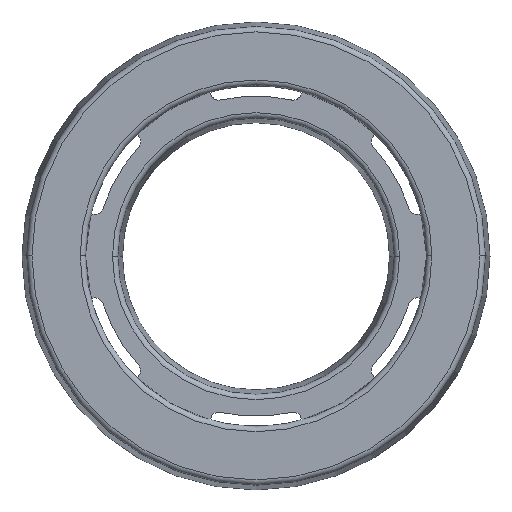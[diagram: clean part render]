
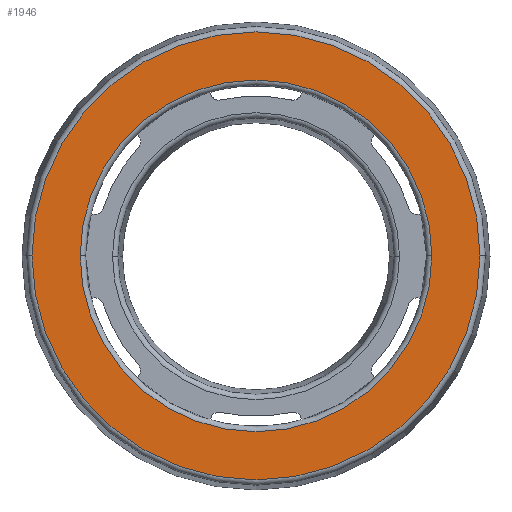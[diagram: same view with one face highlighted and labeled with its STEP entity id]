
A CAD part, top view. The second image highlights one B-rep face of the part: STEP entity #1946.
In plain terms, the highlighted planar face has unit normal (0, 0, 1).
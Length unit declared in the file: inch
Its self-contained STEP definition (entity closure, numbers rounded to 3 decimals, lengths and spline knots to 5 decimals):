
#216 = VERTEX_POINT ( 'NONE', #6713 ) ;
#499 = DIRECTION ( 'NONE',  ( 0., 0., 1. ) ) ;
#680 = AXIS2_PLACEMENT_3D ( 'NONE', #5742, #4439, #7091 ) ;
#1100 = VERTEX_POINT ( 'NONE', #7986 ) ;
#1755 = ORIENTED_EDGE ( 'NONE', *, *, #7030, .T. ) ;
#1946 = ADVANCED_FACE ( 'NONE', ( #4951, #2001 ), #7174, .T. ) ;
#2001 = FACE_OUTER_BOUND ( 'NONE', #5740, .T. ) ;
#2141 = CIRCLE ( 'NONE', #6739, 0.51563 ) ;
#2506 = CARTESIAN_POINT ( 'NONE',  ( -0.65678, 0., 0.34375 ) ) ;
#2840 = EDGE_CURVE ( 'NONE', #3900, #3713, #6925, .T. ) ;
#2846 = CIRCLE ( 'NONE', #6619, 0.51563 ) ;
#2982 = CARTESIAN_POINT ( 'NONE',  ( 0.65678, 0., 0.34375 ) ) ;
#3166 = AXIS2_PLACEMENT_3D ( 'NONE', #8096, #4828, #3488 ) ;
#3167 = CARTESIAN_POINT ( 'NONE',  ( 0., 0., 0.34375 ) ) ;
#3488 = DIRECTION ( 'NONE',  ( 1., 0., 0. ) ) ;
#3713 = VERTEX_POINT ( 'NONE', #2982 ) ;
#3836 = DIRECTION ( 'NONE',  ( 1., 0., 0. ) ) ;
#3900 = VERTEX_POINT ( 'NONE', #2506 ) ;
#4292 = ORIENTED_EDGE ( 'NONE', *, *, #6214, .T. ) ;
#4439 = DIRECTION ( 'NONE',  ( 0., 0., 1. ) ) ;
#4492 = AXIS2_PLACEMENT_3D ( 'NONE', #3167, #499, #8480 ) ;
#4650 = DIRECTION ( 'NONE',  ( 0., 0., -1. ) ) ;
#4809 = EDGE_CURVE ( 'NONE', #1100, #216, #2846, .T. ) ;
#4828 = DIRECTION ( 'NONE',  ( 0., 0., 1. ) ) ;
#4951 = FACE_BOUND ( 'NONE', #6273, .T. ) ;
#5521 = ORIENTED_EDGE ( 'NONE', *, *, #2840, .T. ) ;
#5686 = CIRCLE ( 'NONE', #680, 0.65678 ) ;
#5740 = EDGE_LOOP ( 'NONE', ( #4292, #5521 ) ) ;
#5742 = CARTESIAN_POINT ( 'NONE',  ( 0., 0., 0.34375 ) ) ;
#5962 = DIRECTION ( 'NONE',  ( 1., 0., 0. ) ) ;
#6151 = ORIENTED_EDGE ( 'NONE', *, *, #4809, .T. ) ;
#6214 = EDGE_CURVE ( 'NONE', #3713, #3900, #5686, .T. ) ;
#6273 = EDGE_LOOP ( 'NONE', ( #1755, #6151 ) ) ;
#6563 = CARTESIAN_POINT ( 'NONE',  ( 0., 0., 0.34375 ) ) ;
#6619 = AXIS2_PLACEMENT_3D ( 'NONE', #7277, #7140, #3836 ) ;
#6713 = CARTESIAN_POINT ( 'NONE',  ( 0.51563, 0., 0.34375 ) ) ;
#6739 = AXIS2_PLACEMENT_3D ( 'NONE', #6563, #4650, #5962 ) ;
#6925 = CIRCLE ( 'NONE', #3166, 0.65678 ) ;
#7030 = EDGE_CURVE ( 'NONE', #216, #1100, #2141, .T. ) ;
#7091 = DIRECTION ( 'NONE',  ( 1., 0., 0. ) ) ;
#7140 = DIRECTION ( 'NONE',  ( 0., 0., -1. ) ) ;
#7174 = PLANE ( 'NONE',  #4492 ) ;
#7277 = CARTESIAN_POINT ( 'NONE',  ( 0., 0., 0.34375 ) ) ;
#7986 = CARTESIAN_POINT ( 'NONE',  ( -0.51563, 0., 0.34375 ) ) ;
#8096 = CARTESIAN_POINT ( 'NONE',  ( 0., 0., 0.34375 ) ) ;
#8480 = DIRECTION ( 'NONE',  ( 1., 0., 0. ) ) ;
